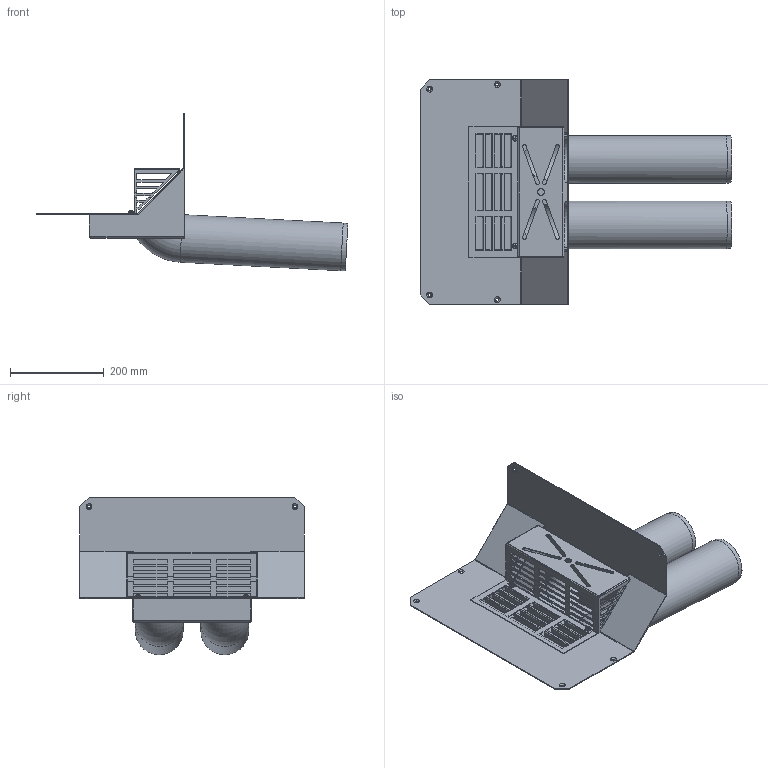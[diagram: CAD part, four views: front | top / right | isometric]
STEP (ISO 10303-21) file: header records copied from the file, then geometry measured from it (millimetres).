
FILE_DESCRIPTION(/* description */ (''),/* implementation_level */ '2;1');
FILE_NAME(/* name */ '01324.100X_3D.stp',/* time_stamp */ '2024-12-11T13:23:47+01:00',/* author */ ('CAD'),/* organization */ (''),/* preprocessor_version */ 'ST-DEVELOPER v20',/* originating_system */ 'AutoCAD Mechanical',/* authorisation */ '');
FILE_SCHEMA (('AUTOMOTIVE_DESIGN { 1 0 10303 214 3 1 1 }'));
Length unit declared in the file: millimetre
Products named in the file (3): Product; AVE_RENDER; *S1
Assembly tree (235 placements, depth 2):
  Product
    AVE_RENDER  x234
    *S1
Bounding box: 666.29 x 480 x 336.64 mm (x, y, z)
Volume: 1141320 mm3; surface area: 1204707 mm2
Topology: 15 solids, 15 shells, 741 faces, 1939 edges, 1222 vertices
Faces by surface type: plane 630, cylinder 87, cone 14, bspline 4, torus 4, sphere 2
Full cylindrical faces by diameter (mm): 4.8 x2, 5.5 x2, 6.5 x2, 9 x2, 10.8 x2, 12 x2, 14 x1, 98 x2, 102 x2
Entity records: 24805 total; most frequent: CARTESIAN_POINT 4614, DIRECTION 4125, ORIENTED_EDGE 3866, EDGE_CURVE 1933, LINE 1627, VECTOR 1627, AXIS2_PLACEMENT_3D 1249, VERTEX_POINT 1214
